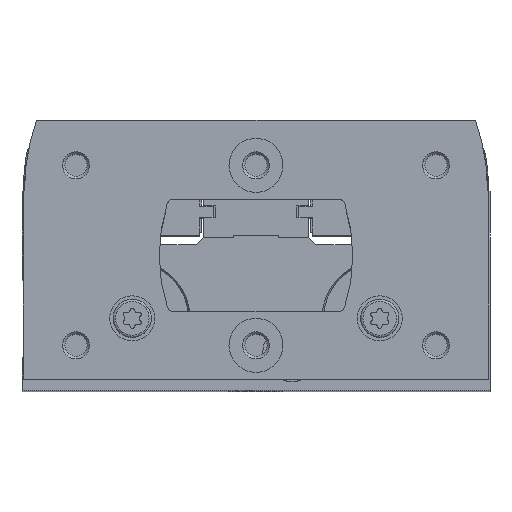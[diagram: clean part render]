
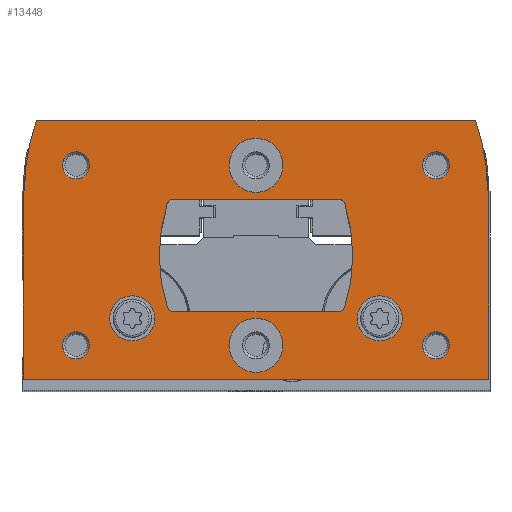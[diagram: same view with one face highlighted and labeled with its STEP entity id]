
A CAD part, top view. The second image highlights one B-rep face of the part: STEP entity #13448.
In plain terms, the highlighted planar face has unit normal (0, 0, 1).
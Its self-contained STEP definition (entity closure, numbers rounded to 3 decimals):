
#534=LINE('',#20911,#1340);
#539=LINE('',#20921,#1345);
#558=LINE('',#20970,#1364);
#564=LINE('',#20982,#1370);
#578=LINE('',#21053,#1384);
#580=LINE('',#21056,#1386);
#581=LINE('',#21104,#1387);
#582=LINE('',#21124,#1388);
#1340=VECTOR('',#16985,1000.);
#1345=VECTOR('',#16992,1000.);
#1364=VECTOR('',#17029,1000.);
#1370=VECTOR('',#17039,1000.);
#1384=VECTOR('',#17091,1000.);
#1386=VECTOR('',#17095,1000.);
#1387=VECTOR('',#17144,1000.);
#1388=VECTOR('',#17165,1000.);
#1884=PLANE('',#14532);
#3428=ORIENTED_EDGE('',*,*,#6083,.F.);
#3429=ORIENTED_EDGE('',*,*,#6084,.F.);
#3430=ORIENTED_EDGE('',*,*,#6085,.T.);
#3431=ORIENTED_EDGE('',*,*,#6086,.T.);
#3432=ORIENTED_EDGE('',*,*,#6087,.T.);
#3433=ORIENTED_EDGE('',*,*,#6088,.T.);
#3434=ORIENTED_EDGE('',*,*,#6089,.T.);
#3435=ORIENTED_EDGE('',*,*,#6090,.T.);
#3436=ORIENTED_EDGE('',*,*,#6039,.F.);
#3437=ORIENTED_EDGE('',*,*,#6056,.F.);
#3438=ORIENTED_EDGE('',*,*,#6051,.F.);
#3439=ORIENTED_EDGE('',*,*,#6048,.F.);
#3440=ORIENTED_EDGE('',*,*,#6091,.F.);
#3441=ORIENTED_EDGE('',*,*,#6092,.F.);
#3442=ORIENTED_EDGE('',*,*,#6093,.F.);
#3443=ORIENTED_EDGE('',*,*,#6042,.F.);
#3444=ORIENTED_EDGE('',*,*,#6026,.T.);
#3445=ORIENTED_EDGE('',*,*,#6020,.T.);
#3446=ORIENTED_EDGE('',*,*,#6058,.T.);
#3447=ORIENTED_EDGE('',*,*,#5990,.T.);
#3448=ORIENTED_EDGE('',*,*,#5995,.T.);
#3449=ORIENTED_EDGE('',*,*,#5999,.T.);
#3450=ORIENTED_EDGE('',*,*,#6082,.T.);
#3451=ORIENTED_EDGE('',*,*,#6032,.T.);
#5990=EDGE_CURVE('',#7451,#7450,#534,.T.);
#5995=EDGE_CURVE('',#7450,#7454,#539,.T.);
#5999=EDGE_CURVE('',#7454,#7456,#8385,.T.);
#6020=EDGE_CURVE('',#7473,#7475,#558,.T.);
#6026=EDGE_CURVE('',#7479,#7473,#564,.T.);
#6032=EDGE_CURVE('',#7484,#7479,#8391,.T.);
#6039=EDGE_CURVE('',#7488,#7489,#8394,.T.);
#6042=EDGE_CURVE('',#7489,#7490,#8395,.T.);
#6048=EDGE_CURVE('',#7494,#7495,#8398,.T.);
#6051=EDGE_CURVE('',#7495,#7497,#8399,.T.);
#6056=EDGE_CURVE('',#7497,#7488,#578,.T.);
#6058=EDGE_CURVE('',#7475,#7451,#580,.T.);
#6082=EDGE_CURVE('',#7456,#7484,#581,.T.);
#6083=EDGE_CURVE('',#7523,#7523,#8425,.T.);
#6084=EDGE_CURVE('',#7524,#7524,#8426,.T.);
#6085=EDGE_CURVE('',#7525,#7525,#8427,.T.);
#6086=EDGE_CURVE('',#7526,#7526,#8428,.T.);
#6087=EDGE_CURVE('',#7527,#7527,#8429,.T.);
#6088=EDGE_CURVE('',#7528,#7528,#8430,.T.);
#6089=EDGE_CURVE('',#7529,#7529,#8431,.T.);
#6090=EDGE_CURVE('',#7530,#7530,#8432,.T.);
#6091=EDGE_CURVE('',#7531,#7494,#8433,.T.);
#6092=EDGE_CURVE('',#7532,#7531,#582,.T.);
#6093=EDGE_CURVE('',#7490,#7532,#8434,.T.);
#7450=VERTEX_POINT('',#20910);
#7451=VERTEX_POINT('',#20912);
#7454=VERTEX_POINT('',#20920);
#7456=VERTEX_POINT('',#20927);
#7473=VERTEX_POINT('',#20964);
#7475=VERTEX_POINT('',#20969);
#7479=VERTEX_POINT('',#20980);
#7484=VERTEX_POINT('',#20995);
#7488=VERTEX_POINT('',#21010);
#7489=VERTEX_POINT('',#21012);
#7490=VERTEX_POINT('',#21020);
#7494=VERTEX_POINT('',#21033);
#7495=VERTEX_POINT('',#21035);
#7497=VERTEX_POINT('',#21045);
#7523=VERTEX_POINT('',#21107);
#7524=VERTEX_POINT('',#21109);
#7525=VERTEX_POINT('',#21111);
#7526=VERTEX_POINT('',#21113);
#7527=VERTEX_POINT('',#21115);
#7528=VERTEX_POINT('',#21117);
#7529=VERTEX_POINT('',#21119);
#7530=VERTEX_POINT('',#21121);
#7531=VERTEX_POINT('',#21123);
#7532=VERTEX_POINT('',#21125);
#8385=CIRCLE('',#14479,46.);
#8391=CIRCLE('',#14491,46.);
#8394=CIRCLE('',#14495,1.5);
#8395=CIRCLE('',#14497,38.);
#8398=CIRCLE('',#14501,38.);
#8399=CIRCLE('',#14503,1.5);
#8425=CIRCLE('',#14533,5.);
#8426=CIRCLE('',#14534,5.);
#8427=CIRCLE('',#14535,6.);
#8428=CIRCLE('',#14536,6.);
#8429=CIRCLE('',#14537,3.);
#8430=CIRCLE('',#14538,3.);
#8431=CIRCLE('',#14539,3.);
#8432=CIRCLE('',#14540,3.);
#8433=CIRCLE('',#14541,1.5);
#8434=CIRCLE('',#14542,1.5);
#9320=EDGE_LOOP('',(#3428));
#9321=EDGE_LOOP('',(#3429));
#9322=EDGE_LOOP('',(#3430));
#9323=EDGE_LOOP('',(#3431));
#9324=EDGE_LOOP('',(#3432));
#9325=EDGE_LOOP('',(#3433));
#9326=EDGE_LOOP('',(#3434));
#9327=EDGE_LOOP('',(#3435));
#9328=EDGE_LOOP('',(#3436,#3437,#3438,#3439,#3440,#3441,#3442,#3443));
#9329=EDGE_LOOP('',(#3444,#3445,#3446,#3447,#3448,#3449,#3450,#3451));
#10374=FACE_BOUND('',#9320,.T.);
#10375=FACE_BOUND('',#9321,.T.);
#10376=FACE_BOUND('',#9322,.T.);
#10377=FACE_BOUND('',#9323,.T.);
#10378=FACE_BOUND('',#9324,.T.);
#10379=FACE_BOUND('',#9325,.T.);
#10380=FACE_BOUND('',#9326,.T.);
#10381=FACE_BOUND('',#9327,.T.);
#10382=FACE_BOUND('',#9328,.T.);
#10383=FACE_BOUND('',#9329,.T.);
#13448=ADVANCED_FACE('',(#10374,#10375,#10376,#10377,#10378,#10379,#10380,
#10381,#10382,#10383),#1884,.T.);
#14479=AXIS2_PLACEMENT_3D('',#20928,#16999,#17000);
#14491=AXIS2_PLACEMENT_3D('',#20994,#17050,#17051);
#14495=AXIS2_PLACEMENT_3D('',#21011,#17061,#17062);
#14497=AXIS2_PLACEMENT_3D('',#21019,#17066,#17067);
#14501=AXIS2_PLACEMENT_3D('',#21034,#17076,#17077);
#14503=AXIS2_PLACEMENT_3D('',#21044,#17081,#17082);
#14532=AXIS2_PLACEMENT_3D('',#21105,#17145,#17146);
#14533=AXIS2_PLACEMENT_3D('',#21106,#17147,#17148);
#14534=AXIS2_PLACEMENT_3D('',#21108,#17149,#17150);
#14535=AXIS2_PLACEMENT_3D('',#21110,#17151,#17152);
#14536=AXIS2_PLACEMENT_3D('',#21112,#17153,#17154);
#14537=AXIS2_PLACEMENT_3D('',#21114,#17155,#17156);
#14538=AXIS2_PLACEMENT_3D('',#21116,#17157,#17158);
#14539=AXIS2_PLACEMENT_3D('',#21118,#17159,#17160);
#14540=AXIS2_PLACEMENT_3D('',#21120,#17161,#17162);
#14541=AXIS2_PLACEMENT_3D('',#21122,#17163,#17164);
#14542=AXIS2_PLACEMENT_3D('',#21126,#17166,#17167);
#16985=DIRECTION('',(0.,1.,0.));
#16992=DIRECTION('',(-0.866,0.5,0.));
#16999=DIRECTION('',(0.,0.,1.));
#17000=DIRECTION('',(1.,0.,0.));
#17029=DIRECTION('',(0.,-1.,0.));
#17039=DIRECTION('',(-0.866,-0.5,0.));
#17050=DIRECTION('',(0.,0.,1.));
#17051=DIRECTION('',(1.,0.,0.));
#17061=DIRECTION('',(0.,0.,1.));
#17062=DIRECTION('',(1.,0.,0.));
#17066=DIRECTION('',(0.,0.,1.));
#17067=DIRECTION('',(1.,0.,0.));
#17076=DIRECTION('',(0.,0.,1.));
#17077=DIRECTION('',(1.,0.,0.));
#17081=DIRECTION('',(0.,0.,1.));
#17082=DIRECTION('',(1.,0.,0.));
#17091=DIRECTION('',(-1.,0.,0.));
#17095=DIRECTION('',(1.,0.,0.));
#17144=DIRECTION('',(-1.,0.,0.));
#17145=DIRECTION('',(0.,0.,1.));
#17146=DIRECTION('',(1.,0.,0.));
#17147=DIRECTION('',(0.,0.,1.));
#17148=DIRECTION('',(1.,0.,0.));
#17149=DIRECTION('',(0.,0.,1.));
#17150=DIRECTION('',(1.,0.,0.));
#17151=DIRECTION('',(0.,0.,-1.));
#17152=DIRECTION('',(-1.,0.,0.));
#17153=DIRECTION('',(0.,0.,-1.));
#17154=DIRECTION('',(-1.,0.,0.));
#17155=DIRECTION('',(0.,0.,-1.));
#17156=DIRECTION('',(-1.,0.,0.));
#17157=DIRECTION('',(0.,0.,-1.));
#17158=DIRECTION('',(-1.,0.,0.));
#17159=DIRECTION('',(0.,0.,-1.));
#17160=DIRECTION('',(-1.,0.,0.));
#17161=DIRECTION('',(0.,0.,-1.));
#17162=DIRECTION('',(-1.,0.,0.));
#17163=DIRECTION('',(0.,0.,1.));
#17164=DIRECTION('',(1.,0.,0.));
#17165=DIRECTION('',(1.,0.,0.));
#17166=DIRECTION('',(0.,0.,1.));
#17167=DIRECTION('',(1.,0.,0.));
#20910=CARTESIAN_POINT('',(51.75,41.827,0.));
#20911=CARTESIAN_POINT('',(51.75,0.,0.));
#20912=CARTESIAN_POINT('',(51.75,0.,0.));
#20920=CARTESIAN_POINT('',(51.45,42.,0.));
#20921=CARTESIAN_POINT('',(51.75,41.827,0.));
#20927=CARTESIAN_POINT('',(48.76,57.5,0.));
#20928=CARTESIAN_POINT('',(5.45,42.,0.));
#20964=CARTESIAN_POINT('',(-51.75,41.827,0.));
#20969=CARTESIAN_POINT('',(-51.75,0.,0.));
#20970=CARTESIAN_POINT('',(-51.75,41.827,0.));
#20980=CARTESIAN_POINT('',(-51.45,42.,0.));
#20982=CARTESIAN_POINT('',(-51.45,42.,0.));
#20994=CARTESIAN_POINT('',(-5.45,42.,0.));
#20995=CARTESIAN_POINT('',(-48.76,57.5,0.));
#21010=CARTESIAN_POINT('',(-18.303,40.,0.));
#21011=CARTESIAN_POINT('',(-18.303,38.5,0.));
#21012=CARTESIAN_POINT('',(-19.733,38.952,0.));
#21019=CARTESIAN_POINT('',(16.5,27.5,0.));
#21020=CARTESIAN_POINT('',(-19.733,16.048,0.));
#21033=CARTESIAN_POINT('',(19.733,16.048,0.));
#21034=CARTESIAN_POINT('',(-16.5,27.5,0.));
#21035=CARTESIAN_POINT('',(19.733,38.952,0.));
#21044=CARTESIAN_POINT('',(18.303,38.5,0.));
#21045=CARTESIAN_POINT('',(18.303,40.,0.));
#21053=CARTESIAN_POINT('',(18.303,40.,0.));
#21056=CARTESIAN_POINT('',(-51.75,0.,0.));
#21104=CARTESIAN_POINT('',(48.76,57.5,0.));
#21105=CARTESIAN_POINT('',(5.45,42.,0.));
#21106=CARTESIAN_POINT('',(-27.5,13.5,0.));
#21107=CARTESIAN_POINT('',(-22.5,13.5,0.));
#21108=CARTESIAN_POINT('',(27.5,13.5,0.));
#21109=CARTESIAN_POINT('',(32.5,13.5,0.));
#21110=CARTESIAN_POINT('',(0.,7.5,0.));
#21111=CARTESIAN_POINT('',(-6.,7.5,0.));
#21112=CARTESIAN_POINT('',(0.,47.5,0.));
#21113=CARTESIAN_POINT('',(-6.,47.5,0.));
#21114=CARTESIAN_POINT('',(40.,7.5,0.));
#21115=CARTESIAN_POINT('',(37.,7.5,0.));
#21116=CARTESIAN_POINT('',(-40.,7.5,0.));
#21117=CARTESIAN_POINT('',(-43.,7.5,0.));
#21118=CARTESIAN_POINT('',(-40.,47.5,0.));
#21119=CARTESIAN_POINT('',(-43.,47.5,0.));
#21120=CARTESIAN_POINT('',(40.,47.5,0.));
#21121=CARTESIAN_POINT('',(37.,47.5,0.));
#21122=CARTESIAN_POINT('',(18.303,16.5,0.));
#21123=CARTESIAN_POINT('',(18.303,15.,0.));
#21124=CARTESIAN_POINT('',(-18.303,15.,0.));
#21125=CARTESIAN_POINT('',(-18.303,15.,0.));
#21126=CARTESIAN_POINT('',(-18.303,16.5,0.));
